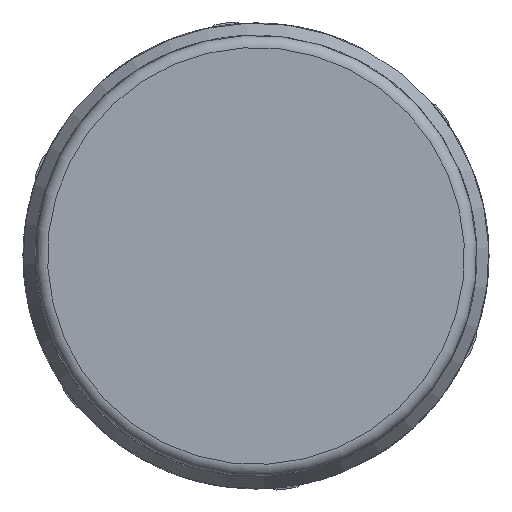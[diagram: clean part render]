
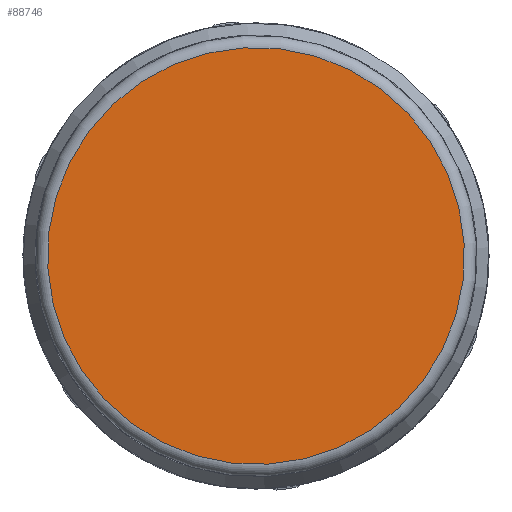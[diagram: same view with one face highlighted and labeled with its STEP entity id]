
A CAD part, left-side view. The second image highlights one B-rep face of the part: STEP entity #88746.
In plain terms, the highlighted planar face has unit normal (-1, 0, 0).
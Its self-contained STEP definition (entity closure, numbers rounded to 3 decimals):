
#88730=CARTESIAN_POINT('',(-2.08,0.884,-7.599));
#88731=DIRECTION('',(-1.0,0.0,0.0));
#88732=DIRECTION('',(0.0,0.993,0.116));
#88733=AXIS2_PLACEMENT_3D('',#88730,#88731,#88732);
#88734=PLANE('',#88733);
#88735=CARTESIAN_POINT('',(-2.08,0.982,-8.443));
#88736=VERTEX_POINT('',#88735);
#88737=CARTESIAN_POINT('',(-2.08,0.0,0.0));
#88738=DIRECTION('',(1.0,0.0,0.0));
#88739=DIRECTION('',(0.0,-0.116,0.993));
#88740=AXIS2_PLACEMENT_3D('',#88737,#88738,#88739);
#88741=CIRCLE('',#88740,8.5);
#88742=EDGE_CURVE('',#88736,#88736,#88741,.T.);
#88743=ORIENTED_EDGE('',*,*,#88742,.F.);
#88744=EDGE_LOOP('',(#88743));
#88745=FACE_OUTER_BOUND('',#88744,.T.);
#88746=ADVANCED_FACE('',(#88745),#88734,.T.);
